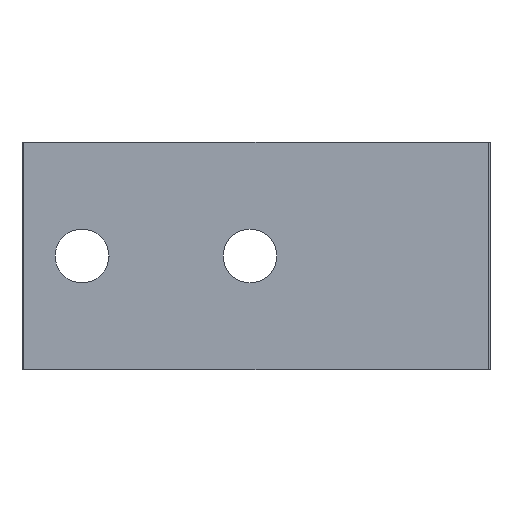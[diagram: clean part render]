
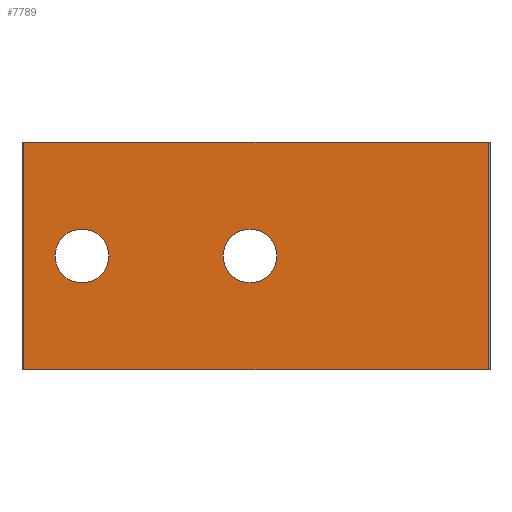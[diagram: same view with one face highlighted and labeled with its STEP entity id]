
A CAD part, front view. The second image highlights one B-rep face of the part: STEP entity #7789.
In plain terms, the highlighted planar face has unit normal (0, -1, 0).
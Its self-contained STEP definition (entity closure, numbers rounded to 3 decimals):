
#23 = CIRCLE ( 'NONE', #5647, 4.5 ) ;
#181 = VERTEX_POINT ( 'NONE', #6016 ) ;
#267 = ORIENTED_EDGE ( 'NONE', *, *, #4862, .T. ) ;
#328 = VERTEX_POINT ( 'NONE', #3735 ) ;
#522 = VECTOR ( 'NONE', #7206, 1000. ) ;
#562 = DIRECTION ( 'NONE',  ( 0., 0., -1. ) ) ;
#684 = AXIS2_PLACEMENT_3D ( 'NONE', #3100, #7537, #3754 ) ;
#810 = FACE_BOUND ( 'NONE', #2022, .T. ) ;
#1012 = FACE_BOUND ( 'NONE', #7775, .T. ) ;
#1028 = EDGE_CURVE ( 'NONE', #2132, #4929, #2089, .T. ) ;
#1330 = CARTESIAN_POINT ( 'NONE',  ( 10481.092, 2863.331, -19. ) ) ;
#1628 = AXIS2_PLACEMENT_3D ( 'NONE', #7878, #7900, #4103 ) ;
#2022 = EDGE_LOOP ( 'NONE', ( #3236, #7721 ) ) ;
#2058 = CARTESIAN_POINT ( 'NONE',  ( 10413.392, 2863.331, 0. ) ) ;
#2089 = CIRCLE ( 'NONE', #1628, 4.5 ) ;
#2131 = CARTESIAN_POINT ( 'NONE',  ( 10481.092, 2863.331, 10. ) ) ;
#2132 = VERTEX_POINT ( 'NONE', #6520 ) ;
#2148 = DIRECTION ( 'NONE',  ( 0., 1., 0. ) ) ;
#2168 = EDGE_CURVE ( 'NONE', #2706, #2225, #2564, .T. ) ;
#2203 = LINE ( 'NONE', #2131, #522 ) ;
#2225 = VERTEX_POINT ( 'NONE', #1330 ) ;
#2348 = PLANE ( 'NONE',  #3250 ) ;
#2491 = CARTESIAN_POINT ( 'NONE',  ( 10403.692, 2863.331, -19. ) ) ;
#2564 = LINE ( 'NONE', #3439, #4058 ) ;
#2697 = DIRECTION ( 'NONE',  ( 0., 0., 1. ) ) ;
#2706 = VERTEX_POINT ( 'NONE', #2491 ) ;
#2720 = CIRCLE ( 'NONE', #684, 4.5 ) ;
#2985 = DIRECTION ( 'NONE',  ( 0., 0., 1. ) ) ;
#3071 = ORIENTED_EDGE ( 'NONE', *, *, #7544, .T. ) ;
#3100 = CARTESIAN_POINT ( 'NONE',  ( 10441.392, 2863.331, 0. ) ) ;
#3186 = ORIENTED_EDGE ( 'NONE', *, *, #5688, .F. ) ;
#3236 = ORIENTED_EDGE ( 'NONE', *, *, #4942, .T. ) ;
#3250 = AXIS2_PLACEMENT_3D ( 'NONE', #6759, #6784, #2985 ) ;
#3439 = CARTESIAN_POINT ( 'NONE',  ( 10481.392, 2863.331, -19. ) ) ;
#3499 = LINE ( 'NONE', #3738, #6674 ) ;
#3735 = CARTESIAN_POINT ( 'NONE',  ( 10403.692, 2863.331, 19. ) ) ;
#3738 = CARTESIAN_POINT ( 'NONE',  ( 10403.692, 2863.331, 10. ) ) ;
#3754 = DIRECTION ( 'NONE',  ( 0., 0., 1. ) ) ;
#3871 = ORIENTED_EDGE ( 'NONE', *, *, #1028, .T. ) ;
#4058 = VECTOR ( 'NONE', #7853, 1000. ) ;
#4103 = DIRECTION ( 'NONE',  ( 0., 0., 1. ) ) ;
#4270 = EDGE_CURVE ( 'NONE', #7946, #5519, #2720, .T. ) ;
#4380 = ORIENTED_EDGE ( 'NONE', *, *, #5123, .T. ) ;
#4515 = CIRCLE ( 'NONE', #6920, 4.5 ) ;
#4686 = CARTESIAN_POINT ( 'NONE',  ( 10413.392, 2863.331, 4.5 ) ) ;
#4749 = VECTOR ( 'NONE', #7494, 1000. ) ;
#4862 = EDGE_CURVE ( 'NONE', #4929, #2132, #23, .T. ) ;
#4929 = VERTEX_POINT ( 'NONE', #4686 ) ;
#4942 = EDGE_CURVE ( 'NONE', #5519, #7946, #4515, .T. ) ;
#5077 = ORIENTED_EDGE ( 'NONE', *, *, #2168, .T. ) ;
#5123 = EDGE_CURVE ( 'NONE', #328, #2706, #3499, .T. ) ;
#5469 = EDGE_LOOP ( 'NONE', ( #5077, #3071, #3186, #4380 ) ) ;
#5519 = VERTEX_POINT ( 'NONE', #5997 ) ;
#5647 = AXIS2_PLACEMENT_3D ( 'NONE', #2058, #6506, #2697 ) ;
#5688 = EDGE_CURVE ( 'NONE', #328, #181, #6430, .T. ) ;
#5889 = FACE_OUTER_BOUND ( 'NONE', #5469, .T. ) ;
#5952 = CARTESIAN_POINT ( 'NONE',  ( 10441.392, 2863.331, 0. ) ) ;
#5997 = CARTESIAN_POINT ( 'NONE',  ( 10441.392, 2863.331, -4.5 ) ) ;
#6016 = CARTESIAN_POINT ( 'NONE',  ( 10481.092, 2863.331, 19. ) ) ;
#6237 = CARTESIAN_POINT ( 'NONE',  ( 10481.392, 2863.331, 19. ) ) ;
#6325 = CARTESIAN_POINT ( 'NONE',  ( 10441.392, 2863.331, 4.5 ) ) ;
#6430 = LINE ( 'NONE', #6237, #4749 ) ;
#6506 = DIRECTION ( 'NONE',  ( 0., 1., 0. ) ) ;
#6520 = CARTESIAN_POINT ( 'NONE',  ( 10413.392, 2863.331, -4.5 ) ) ;
#6583 = DIRECTION ( 'NONE',  ( 0., 0., 1. ) ) ;
#6674 = VECTOR ( 'NONE', #562, 1000. ) ;
#6759 = CARTESIAN_POINT ( 'NONE',  ( 10481.392, 2863.331, 10. ) ) ;
#6784 = DIRECTION ( 'NONE',  ( 0., 1., 0. ) ) ;
#6920 = AXIS2_PLACEMENT_3D ( 'NONE', #5952, #2148, #6583 ) ;
#7206 = DIRECTION ( 'NONE',  ( 0., 0., 1. ) ) ;
#7494 = DIRECTION ( 'NONE',  ( 1., 0., 0. ) ) ;
#7537 = DIRECTION ( 'NONE',  ( 0., 1., 0. ) ) ;
#7544 = EDGE_CURVE ( 'NONE', #2225, #181, #2203, .T. ) ;
#7721 = ORIENTED_EDGE ( 'NONE', *, *, #4270, .T. ) ;
#7775 = EDGE_LOOP ( 'NONE', ( #3871, #267 ) ) ;
#7789 = ADVANCED_FACE ( 'NONE', ( #810, #1012, #5889 ), #2348, .F. ) ;
#7853 = DIRECTION ( 'NONE',  ( 1., 0., 0. ) ) ;
#7878 = CARTESIAN_POINT ( 'NONE',  ( 10413.392, 2863.331, 0. ) ) ;
#7900 = DIRECTION ( 'NONE',  ( 0., 1., 0. ) ) ;
#7946 = VERTEX_POINT ( 'NONE', #6325 ) ;
